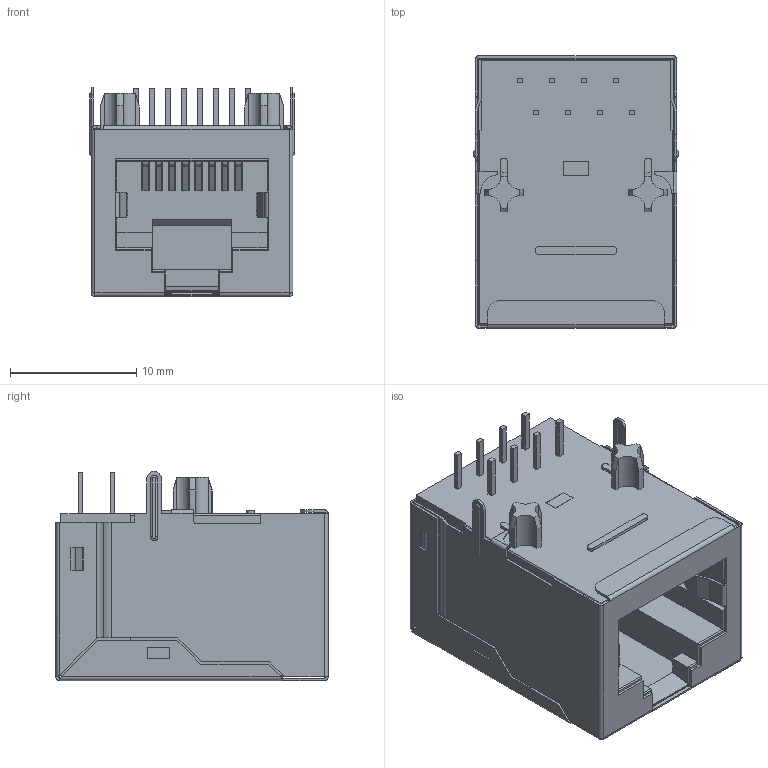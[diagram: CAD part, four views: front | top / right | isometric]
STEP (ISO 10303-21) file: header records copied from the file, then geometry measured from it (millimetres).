
FILE_DESCRIPTION(/* description */ ('Unknown'),/* implementation_level */ '2;1');
FILE_NAME(/* name */ '7499010003A',/* time_stamp */ '2021-09-20T11:00:52+02:00',/* author */ ('Unknown'),/* organization */ ('Unknown'),/* preprocessor_version */ 'ST-DEVELOPER v16.7',/* originating_system */ 'Unknown',/* authorisation */ ' ');
FILE_SCHEMA (('CONFIG_CONTROL_DESIGN'));
Length unit declared in the file: millimetre
Products named in the file (3): id3; shielding; insulator
Assembly tree (2 placements, depth 2):
  id3
    shielding
    insulator
Bounding box: 16.2 x 21.6 x 16.6 mm (x, y, z)
Volume: 3264.5 mm3; surface area: 5048.3 mm2
Topology: 2 solids, 2 shells, 744 faces, 2000 edges, 1300 vertices
Faces by surface type: plane 525, cylinder 137, bspline 62, torus 8, cone 8, sphere 4
Entity records: 30543 total; most frequent: CARTESIAN_POINT 7321, ORIENTED_EDGE 3972, DIRECTION 3274, EDGE_CURVE 1986, LINE 1316, VECTOR 1316, VERTEX_POINT 1300, AXIS2_PLACEMENT_3D 979
